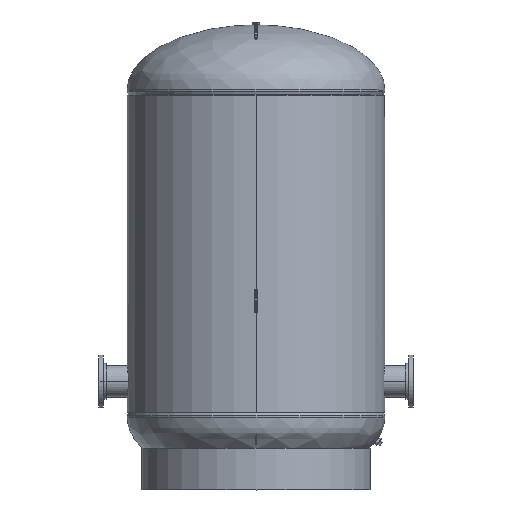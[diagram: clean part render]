
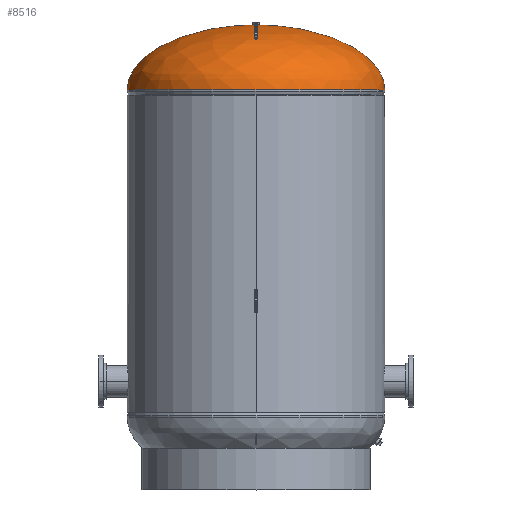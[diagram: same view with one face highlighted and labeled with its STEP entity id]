
A CAD part, top view. The second image highlights one B-rep face of the part: STEP entity #8516.
In plain terms, the highlighted free-form (B-spline) face has degree [3, 3] with [4, 4] control points.
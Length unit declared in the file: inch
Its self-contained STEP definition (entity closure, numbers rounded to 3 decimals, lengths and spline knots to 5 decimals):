
#3 = ORIENTED_EDGE ( 'NONE', *, *, #10972, .F. ) ;
#83 = CARTESIAN_POINT ( 'NONE',  ( -16.14827, 14.56455, 0. ) ) ;
#199 = EDGE_CURVE ( 'NONE', #5701, #6136, #2965, .T. ) ;
#381 = CARTESIAN_POINT ( 'NONE',  ( -27., 1.09375, 0. ) ) ;
#445 = CARTESIAN_POINT ( 'NONE',  ( 0.625, 14.74634, 1.25 ) ) ;
#458 =( BOUNDED_CURVE ( )  B_SPLINE_CURVE ( 3, ( #4954, #83, #4082, #7907 ),
 .UNSPECIFIED., .F., .T. ) 
 B_SPLINE_CURVE_WITH_KNOTS ( ( 4, 4 ),
 ( 4.73554, 6.28319 ),
 .UNSPECIFIED. ) 
 CURVE ( )  GEOMETRIC_REPRESENTATION_ITEM ( )  RATIONAL_B_SPLINE_CURVE ( ( 1., 0.81, 0.81, 1. ) ) 
 REPRESENTATION_ITEM ( '' )  );
#1302 = VERTEX_POINT ( 'NONE', #2795 ) ;
#1403 = DIRECTION ( 'NONE',  ( 0., -1., 0. ) ) ;
#1693 = CARTESIAN_POINT ( 'NONE',  ( -0.625, 14.74634, 0. ) ) ;
#2139 = ORIENTED_EDGE ( 'NONE', *, *, #9485, .T. ) ;
#2330 = CARTESIAN_POINT ( 'NONE',  ( 27., 8.94732, 54. ) ) ;
#2382 = VERTEX_POINT ( 'NONE', #8242 ) ;
#2795 = CARTESIAN_POINT ( 'NONE',  ( 0.625, 14.74634, 0. ) ) ;
#2840 = AXIS2_PLACEMENT_3D ( 'NONE', #9921, #1403, #5257 ) ;
#2890 = CARTESIAN_POINT ( 'NONE',  ( -27., 1.09375, 0. ) ) ;
#2965 = CIRCLE ( 'NONE', #10180, 0.625 ) ;
#3344 = CARTESIAN_POINT ( 'NONE',  ( -27., 8.94732, 0. ) ) ;
#3549 = CARTESIAN_POINT ( 'NONE',  ( 0., 14.74634, 0. ) ) ;
#3975 = AXIS2_PLACEMENT_3D ( 'NONE', #3549, #8267, #7311 ) ;
#4082 = CARTESIAN_POINT ( 'NONE',  ( -27., 8.94732, 0. ) ) ;
#4182 = CARTESIAN_POINT ( 'NONE',  ( 0.625, 14.74634, 0. ) ) ;
#4241 = ORIENTED_EDGE ( 'NONE', *, *, #6254, .F. ) ;
#4729 = ORIENTED_EDGE ( 'NONE', *, *, #199, .F. ) ;
#4954 = CARTESIAN_POINT ( 'NONE',  ( -0.625, 14.74634, 0. ) ) ;
#5079 =( BOUNDED_SURFACE ( )  B_SPLINE_SURFACE ( 3, 3, ( 
 ( #4182, #445, #10967, #11974 ),
 ( #6071, #8073, #7000, #6123 ),
 ( #9009, #2330, #6184, #3344 ),
 ( #9779, #11794, #7183, #381 ) ),
 .UNSPECIFIED., .F., .F., .F. ) 
 B_SPLINE_SURFACE_WITH_KNOTS ( ( 4, 4 ),
 ( 4, 4 ),
 ( 0., 1. ),
 ( 0., 1. ),
 .UNSPECIFIED. ) 
 GEOMETRIC_REPRESENTATION_ITEM ( )  RATIONAL_B_SPLINE_SURFACE ( (
 ( 1., 0.333, 0.333, 1.),
 ( 0.81, 0.27, 0.27, 0.81),
 ( 0.81, 0.27, 0.27, 0.81),
 ( 1., 0.333, 0.333, 1.) ) ) 
 REPRESENTATION_ITEM ( '' )  SURFACE ( )  );
#5257 = DIRECTION ( 'NONE',  ( 1., 0., 0. ) ) ;
#5701 = VERTEX_POINT ( 'NONE', #1693 ) ;
#6071 = CARTESIAN_POINT ( 'NONE',  ( 16.14827, 14.56455, 0. ) ) ;
#6123 = CARTESIAN_POINT ( 'NONE',  ( -16.14827, 14.56455, 0. ) ) ;
#6136 = VERTEX_POINT ( 'NONE', #8988 ) ;
#6184 = CARTESIAN_POINT ( 'NONE',  ( -27., 8.94732, 54. ) ) ;
#6254 = EDGE_CURVE ( 'NONE', #1302, #2382, #11656, .T. ) ;
#6603 = EDGE_CURVE ( 'NONE', #2382, #10124, #8266, .T. ) ;
#6905 = CARTESIAN_POINT ( 'NONE',  ( 0., 14.74634, 0. ) ) ;
#7000 = CARTESIAN_POINT ( 'NONE',  ( -16.14827, 14.56455, 32.29654 ) ) ;
#7117 = FACE_OUTER_BOUND ( 'NONE', #8513, .T. ) ;
#7183 = CARTESIAN_POINT ( 'NONE',  ( -27., 1.09375, 54. ) ) ;
#7220 = CARTESIAN_POINT ( 'NONE',  ( 27., 8.94732, 0. ) ) ;
#7311 = DIRECTION ( 'NONE',  ( 1., 0., 0. ) ) ;
#7907 = CARTESIAN_POINT ( 'NONE',  ( -27., 1.09375, 0. ) ) ;
#8073 = CARTESIAN_POINT ( 'NONE',  ( 16.14827, 14.56455, 32.29654 ) ) ;
#8106 = CARTESIAN_POINT ( 'NONE',  ( 0.625, 14.74634, 0. ) ) ;
#8242 = CARTESIAN_POINT ( 'NONE',  ( 27., 1.09375, 0. ) ) ;
#8266 = CIRCLE ( 'NONE', #2840, 27. ) ;
#8267 = DIRECTION ( 'NONE',  ( 0., 1., 0. ) ) ;
#8513 = EDGE_LOOP ( 'NONE', ( #4729, #2139, #10254, #4241, #3 ) ) ;
#8516 = ADVANCED_FACE ( 'NONE', ( #7117 ), #5079, .F. ) ;
#8988 = CARTESIAN_POINT ( 'NONE',  ( 0., 14.74634, 0.625 ) ) ;
#9009 = CARTESIAN_POINT ( 'NONE',  ( 27., 8.94732, 0. ) ) ;
#9384 = CIRCLE ( 'NONE', #3975, 0.625 ) ;
#9485 = EDGE_CURVE ( 'NONE', #5701, #10124, #458, .T. ) ;
#9779 = CARTESIAN_POINT ( 'NONE',  ( 27., 1.09375, 0. ) ) ;
#9921 = CARTESIAN_POINT ( 'NONE',  ( 0., 1.09375, 0. ) ) ;
#10124 = VERTEX_POINT ( 'NONE', #2890 ) ;
#10180 = AXIS2_PLACEMENT_3D ( 'NONE', #6905, #10939, #10884 ) ;
#10254 = ORIENTED_EDGE ( 'NONE', *, *, #6603, .F. ) ;
#10421 = CARTESIAN_POINT ( 'NONE',  ( 27., 1.09375, 0. ) ) ;
#10884 = DIRECTION ( 'NONE',  ( 1., 0., 0. ) ) ;
#10939 = DIRECTION ( 'NONE',  ( 0., 1., 0. ) ) ;
#10967 = CARTESIAN_POINT ( 'NONE',  ( -0.625, 14.74634, 1.25 ) ) ;
#10972 = EDGE_CURVE ( 'NONE', #6136, #1302, #9384, .T. ) ;
#11656 =( BOUNDED_CURVE ( )  B_SPLINE_CURVE ( 3, ( #8106, #11954, #7220, #10421 ),
 .UNSPECIFIED., .F., .T. ) 
 B_SPLINE_CURVE_WITH_KNOTS ( ( 4, 4 ),
 ( 4.73554, 6.28319 ),
 .UNSPECIFIED. ) 
 CURVE ( )  GEOMETRIC_REPRESENTATION_ITEM ( )  RATIONAL_B_SPLINE_CURVE ( ( 1., 0.81, 0.81, 1. ) ) 
 REPRESENTATION_ITEM ( '' )  );
#11794 = CARTESIAN_POINT ( 'NONE',  ( 27., 1.09375, 54. ) ) ;
#11954 = CARTESIAN_POINT ( 'NONE',  ( 16.14827, 14.56455, 0. ) ) ;
#11974 = CARTESIAN_POINT ( 'NONE',  ( -0.625, 14.74634, 0. ) ) ;
